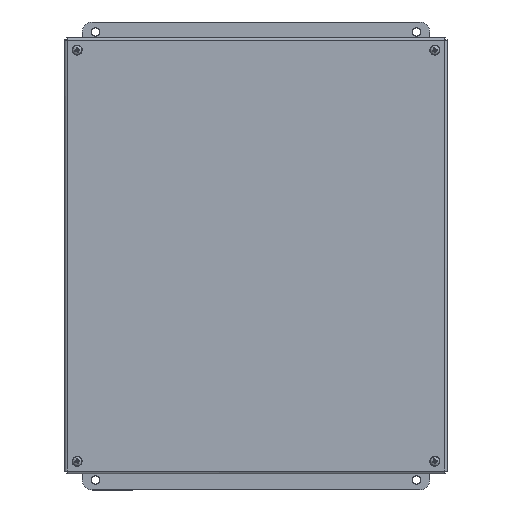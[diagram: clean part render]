
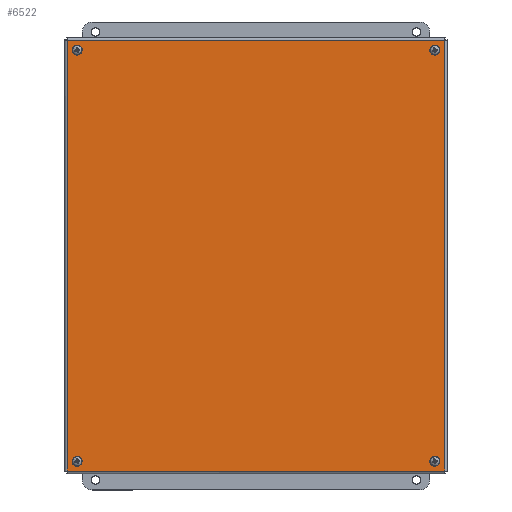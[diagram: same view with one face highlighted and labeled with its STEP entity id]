
A CAD part, top view. The second image highlights one B-rep face of the part: STEP entity #6522.
In plain terms, the highlighted planar face has unit normal (0, 0, 1).
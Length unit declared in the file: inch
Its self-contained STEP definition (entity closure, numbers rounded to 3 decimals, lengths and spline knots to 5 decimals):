
#5319=CARTESIAN_POINT('',(6.828,-7.6875,0.074));
#5320=VERTEX_POINT('',#5319);
#5321=CARTESIAN_POINT('',(6.6875,-7.6875,0.074));
#5322=DIRECTION('',(0.0,0.0,-1.0));
#5323=DIRECTION('',(1.0,0.0,0.0));
#5324=AXIS2_PLACEMENT_3D('',#5321,#5322,#5323);
#5325=CIRCLE('',#5324,0.1405);
#5326=EDGE_CURVE('',#5320,#5320,#5325,.T.);
#5347=CARTESIAN_POINT('',(-6.547,-7.6875,0.074));
#5348=VERTEX_POINT('',#5347);
#5349=CARTESIAN_POINT('',(-6.6875,-7.6875,0.074));
#5350=DIRECTION('',(0.0,0.0,-1.0));
#5351=DIRECTION('',(1.0,0.0,0.0));
#5352=AXIS2_PLACEMENT_3D('',#5349,#5350,#5351);
#5353=CIRCLE('',#5352,0.1405);
#5354=EDGE_CURVE('',#5348,#5348,#5353,.T.);
#5375=CARTESIAN_POINT('',(6.828,7.6875,0.074));
#5376=VERTEX_POINT('',#5375);
#5377=CARTESIAN_POINT('',(6.6875,7.6875,0.074));
#5378=DIRECTION('',(0.0,0.0,-1.0));
#5379=DIRECTION('',(1.0,0.0,0.0));
#5380=AXIS2_PLACEMENT_3D('',#5377,#5378,#5379);
#5381=CIRCLE('',#5380,0.1405);
#5382=EDGE_CURVE('',#5376,#5376,#5381,.T.);
#5403=CARTESIAN_POINT('',(-6.547,7.6875,0.074));
#5404=VERTEX_POINT('',#5403);
#5405=CARTESIAN_POINT('',(-6.6875,7.6875,0.074));
#5406=DIRECTION('',(0.0,0.0,-1.0));
#5407=DIRECTION('',(1.0,0.0,0.0));
#5408=AXIS2_PLACEMENT_3D('',#5405,#5406,#5407);
#5409=CIRCLE('',#5408,0.1405);
#5410=EDGE_CURVE('',#5404,#5404,#5409,.T.);
#5430=CARTESIAN_POINT('',(-7.051,-8.051,0.074));
#5431=VERTEX_POINT('',#5430);
#5442=CARTESIAN_POINT('',(-7.051,8.051,0.074));
#5443=VERTEX_POINT('',#5442);
#5444=CARTESIAN_POINT('',(-7.051,8.051,0.074));
#5445=DIRECTION('',(0.0,-1.0,0.0));
#5446=VECTOR('',#5445,16.102);
#5447=LINE('',#5444,#5446);
#5448=EDGE_CURVE('',#5443,#5431,#5447,.T.);
#5710=CARTESIAN_POINT('',(7.051,-8.051,0.074));
#5711=VERTEX_POINT('',#5710);
#5722=CARTESIAN_POINT('',(-7.051,-8.051,0.074));
#5723=DIRECTION('',(1.0,0.0,0.0));
#5724=VECTOR('',#5723,14.102);
#5725=LINE('',#5722,#5724);
#5726=EDGE_CURVE('',#5431,#5711,#5725,.T.);
#5981=CARTESIAN_POINT('',(7.051,8.051,0.074));
#5982=VERTEX_POINT('',#5981);
#5993=CARTESIAN_POINT('',(7.051,-8.051,0.074));
#5994=DIRECTION('',(0.0,1.0,0.0));
#5995=VECTOR('',#5994,16.102);
#5996=LINE('',#5993,#5995);
#5997=EDGE_CURVE('',#5711,#5982,#5996,.T.);
#6262=CARTESIAN_POINT('',(7.051,8.051,0.074));
#6263=DIRECTION('',(-1.0,0.0,0.0));
#6264=VECTOR('',#6263,14.102);
#6265=LINE('',#6262,#6264);
#6266=EDGE_CURVE('',#5982,#5443,#6265,.T.);
#6499=CARTESIAN_POINT('',(0.,0.,0.074));
#6500=DIRECTION('',(0.0,0.0,1.0));
#6501=DIRECTION('',(1.0,0.0,0.0));
#6502=AXIS2_PLACEMENT_3D('',#6499,#6500,#6501);
#6503=PLANE('',#6502);
#6504=ORIENTED_EDGE('',*,*,#5448,.T.);
#6505=ORIENTED_EDGE('',*,*,#5726,.T.);
#6506=ORIENTED_EDGE('',*,*,#5997,.T.);
#6507=ORIENTED_EDGE('',*,*,#6266,.T.);
#6508=EDGE_LOOP('',(#6504,#6505,#6506,#6507));
#6509=FACE_OUTER_BOUND('',#6508,.T.);
#6510=ORIENTED_EDGE('',*,*,#5326,.T.);
#6511=EDGE_LOOP('',(#6510));
#6512=FACE_BOUND('',#6511,.T.);
#6513=ORIENTED_EDGE('',*,*,#5354,.T.);
#6514=EDGE_LOOP('',(#6513));
#6515=FACE_BOUND('',#6514,.T.);
#6516=ORIENTED_EDGE('',*,*,#5382,.T.);
#6517=EDGE_LOOP('',(#6516));
#6518=FACE_BOUND('',#6517,.T.);
#6519=ORIENTED_EDGE('',*,*,#5410,.T.);
#6520=EDGE_LOOP('',(#6519));
#6521=FACE_BOUND('',#6520,.T.);
#6522=ADVANCED_FACE('',(#6509,#6512,#6515,#6518,#6521),#6503,.T.);
